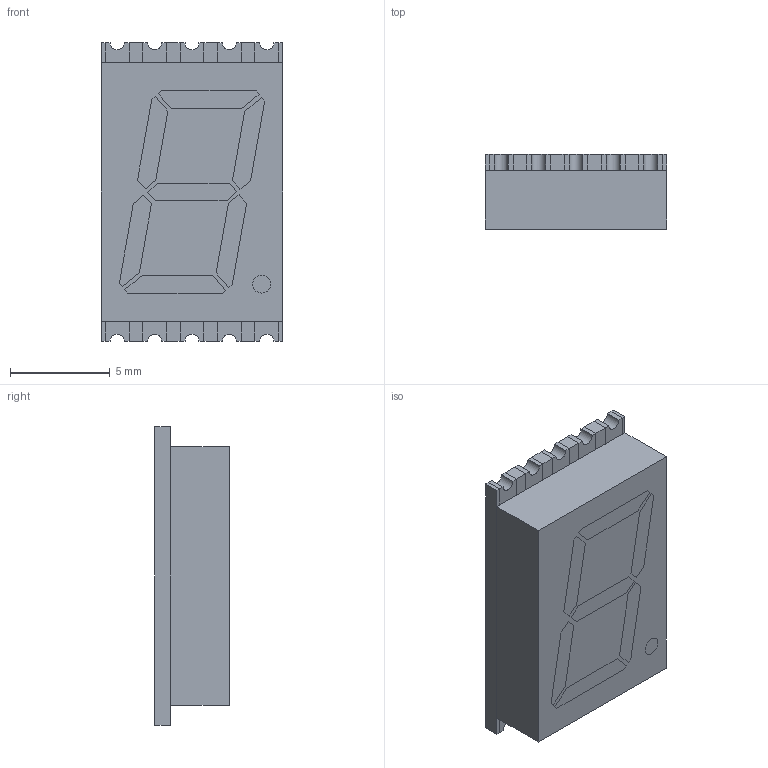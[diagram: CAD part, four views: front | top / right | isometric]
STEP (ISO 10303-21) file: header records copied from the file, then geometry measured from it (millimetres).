
FILE_DESCRIPTION(/* description */ ('STEP AP242','CAx-IF Rec.Pracs.---Representation and Presentation of Product Manufacturing Information (PMI)---4.0---2014-10-13','CAx-IF Rec.Pracs.---3D Tessellated Geometry---0.4---2014-09-14','2;1'),/* implementation_level */ '2;1');
FILE_NAME(/* name */ '635482d2a3d06c4d297ae3a4',/* time_stamp */ '2022-10-22T23:54:59+00:00',/* author */ (''),/* organization */ (''),/* preprocessor_version */ 'ST-DEVELOPER v18.102',/* originating_system */ ' ',/* authorisation */ ' ');
FILE_SCHEMA (('AP242_MANAGED_MODEL_BASED_3D_ENGINEERING_MIM_LF { 1 0 10303 442 1 1 4 }'));
Length unit declared in the file: metre
Products named in the file (21): Assembly 1; dp; pad; pcb; d; b; c; f; g; e; a; digitBlock
Assembly tree (20 placements, depth 2):
  Assembly 1
    dp
    pad
    pcb
    d
    b
    c
    pad
    pad
    pad
    pad
    f
    pad
    g
    e
    a
    pad
    pad
    pad
    pad
    digitBlock
Bounding box: 9.1 x 3.75 x 15 mm (x, y, z)
Volume: 456.6 mm3; surface area: 943 mm2
Topology: 20 solids, 20 shells, 242 faces, 582 edges, 388 vertices
Faces by surface type: plane 230, cylinder 12
Full cylindrical faces by diameter (mm): 0.9 x2
Entity records: 7462 total; most frequent: CARTESIAN_POINT 1231, ORIENTED_EDGE 1160, DIRECTION 1130, EDGE_CURVE 580, LINE 556, VECTOR 556, VERTEX_POINT 388, AXIS2_PLACEMENT_3D 287
